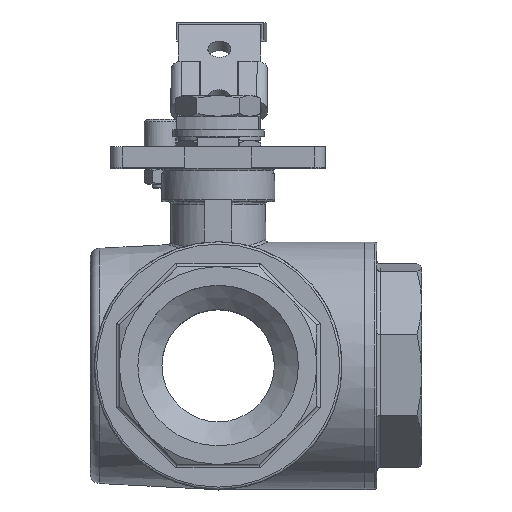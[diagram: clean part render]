
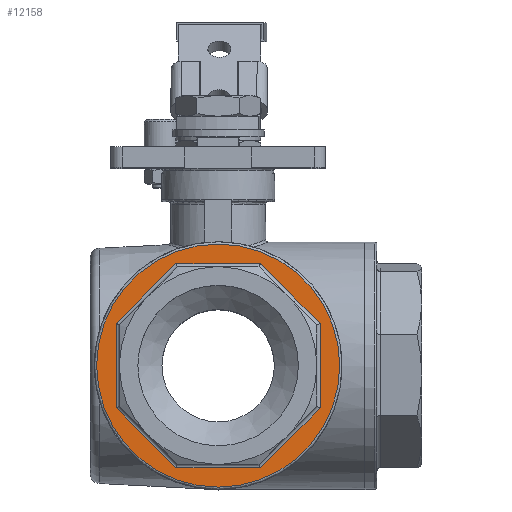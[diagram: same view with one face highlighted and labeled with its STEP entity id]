
A CAD part, top view. The second image highlights one B-rep face of the part: STEP entity #12158.
In plain terms, the highlighted face is planar.
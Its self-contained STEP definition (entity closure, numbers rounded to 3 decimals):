
#831=CIRCLE('',#13061,53.);
#1147=LINE('',#17106,#2264);
#1150=LINE('',#17116,#2267);
#1151=LINE('',#17121,#2268);
#1154=LINE('',#17128,#2271);
#1155=LINE('',#17133,#2272);
#1158=LINE('',#17140,#2275);
#1159=LINE('',#17145,#2276);
#1161=LINE('',#17148,#2278);
#2264=VECTOR('',#14101,1000.);
#2267=VECTOR('',#14110,1000.);
#2268=VECTOR('',#14115,1000.);
#2271=VECTOR('',#14122,1000.);
#2272=VECTOR('',#14127,1000.);
#2275=VECTOR('',#14134,1000.);
#2276=VECTOR('',#14139,1000.);
#2278=VECTOR('',#14143,1000.);
#3542=ORIENTED_EDGE('',*,*,#7055,.T.);
#3543=ORIENTED_EDGE('',*,*,#7037,.T.);
#3544=ORIENTED_EDGE('',*,*,#7032,.T.);
#3545=ORIENTED_EDGE('',*,*,#7039,.T.);
#3546=ORIENTED_EDGE('',*,*,#7045,.T.);
#3547=ORIENTED_EDGE('',*,*,#7051,.T.);
#3548=ORIENTED_EDGE('',*,*,#7053,.T.);
#3549=ORIENTED_EDGE('',*,*,#7049,.T.);
#3550=ORIENTED_EDGE('',*,*,#7043,.T.);
#7032=EDGE_CURVE('',#8810,#8809,#1147,.T.);
#7037=EDGE_CURVE('',#8812,#8810,#1150,.T.);
#7039=EDGE_CURVE('',#8809,#8815,#1151,.T.);
#7043=EDGE_CURVE('',#8816,#8812,#1154,.T.);
#7045=EDGE_CURVE('',#8815,#8819,#1155,.T.);
#7049=EDGE_CURVE('',#8820,#8816,#1158,.T.);
#7051=EDGE_CURVE('',#8819,#8823,#1159,.T.);
#7053=EDGE_CURVE('',#8823,#8820,#1161,.T.);
#7055=EDGE_CURVE('',#8824,#8824,#831,.T.);
#8809=VERTEX_POINT('',#17105);
#8810=VERTEX_POINT('',#17107);
#8812=VERTEX_POINT('',#17113);
#8815=VERTEX_POINT('',#17120);
#8816=VERTEX_POINT('',#17125);
#8819=VERTEX_POINT('',#17132);
#8820=VERTEX_POINT('',#17137);
#8823=VERTEX_POINT('',#17144);
#8824=VERTEX_POINT('',#17152);
#10014=EDGE_LOOP('',(#3542));
#10015=EDGE_LOOP('',(#3543,#3544,#3545,#3546,#3547,#3548,#3549,#3550));
#10885=FACE_BOUND('',#10014,.T.);
#10886=FACE_BOUND('',#10015,.T.);
#11725=PLANE('',#13060);
#12158=ADVANCED_FACE('',(#10885,#10886),#11725,.F.);
#13060=AXIS2_PLACEMENT_3D('',#17150,#14145,#14146);
#13061=AXIS2_PLACEMENT_3D('',#17151,#14147,#14148);
#14101=DIRECTION('',(0.,-0.707,0.707));
#14110=DIRECTION('',(0.,0.,1.));
#14115=DIRECTION('',(0.,-1.,0.));
#14122=DIRECTION('',(0.,0.707,0.707));
#14127=DIRECTION('',(0.,-0.707,-0.707));
#14134=DIRECTION('',(0.,1.,0.));
#14139=DIRECTION('',(0.,0.,-1.));
#14143=DIRECTION('',(0.,0.707,-0.707));
#14145=DIRECTION('',(1.,0.,0.));
#14146=DIRECTION('',(0.,0.,-1.));
#14147=DIRECTION('',(-1.,0.,0.));
#14148=DIRECTION('',(0.,0.,1.));
#17105=CARTESIAN_POINT('',(20.1,18.433,44.5));
#17106=CARTESIAN_POINT('',(20.1,56.466,6.466));
#17107=CARTESIAN_POINT('',(20.1,44.5,18.433));
#17113=CARTESIAN_POINT('',(20.1,44.5,-18.433));
#17116=CARTESIAN_POINT('',(20.1,44.5,0.));
#17120=CARTESIAN_POINT('',(20.1,-18.433,44.5));
#17121=CARTESIAN_POINT('',(20.1,50.,44.5));
#17125=CARTESIAN_POINT('',(20.1,18.433,-44.5));
#17128=CARTESIAN_POINT('',(20.1,56.466,-6.466));
#17132=CARTESIAN_POINT('',(20.1,-44.5,18.433));
#17133=CARTESIAN_POINT('',(20.1,-6.466,56.466));
#17137=CARTESIAN_POINT('',(20.1,-18.433,-44.5));
#17140=CARTESIAN_POINT('',(20.1,50.,-44.5));
#17144=CARTESIAN_POINT('',(20.1,-44.5,-18.433));
#17145=CARTESIAN_POINT('',(20.1,-44.5,0.));
#17148=CARTESIAN_POINT('',(20.1,-6.466,-56.466));
#17150=CARTESIAN_POINT('',(20.1,50.,0.));
#17151=CARTESIAN_POINT('',(20.1,0.,0.));
#17152=CARTESIAN_POINT('',(20.1,0.,53.));
